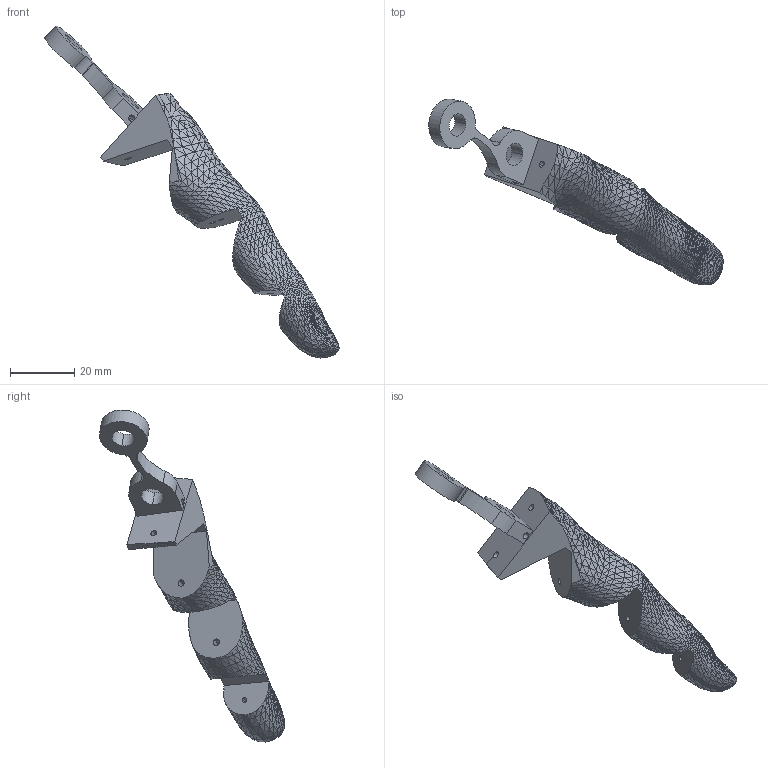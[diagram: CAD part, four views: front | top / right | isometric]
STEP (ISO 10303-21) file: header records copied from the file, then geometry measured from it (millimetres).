
FILE_DESCRIPTION((''),'2;1');
FILE_NAME('OBMP-FAH-1854','2023-10-12T14:37:13',('ccha425'),('Department of Mechanical Engineering, The University of Auckland'),'CREO PARAMETRIC BY PTC INC, 2017260','CREO PARAMETRIC BY PTC INC, 2017260','');
FILE_SCHEMA(('CONFIG_CONTROL_DESIGN'));
Length unit declared in the file: millimetre
Products named in the file (1): OBMP-FAH-1854
Bounding box: 91.5 x 57.66 x 103.22 mm (x, y, z)
Volume: 18980.5 mm3; surface area: 7994.6 mm2
Topology: 1 solids, 1 shells, 1904 faces, 3186 edges, 1255 vertices
Faces by surface type: plane 1858, bspline 28, cylinder 18
Entity records: 41606 total; most frequent: CARTESIAN_POINT 8217, DIRECTION 6865, ORIENTED_EDGE 6314, EDGE_CURVE 3157, VECTOR 3045, LINE 3045, EDGE_LOOP 1918, AXIS2_PLACEMENT_3D 1910
